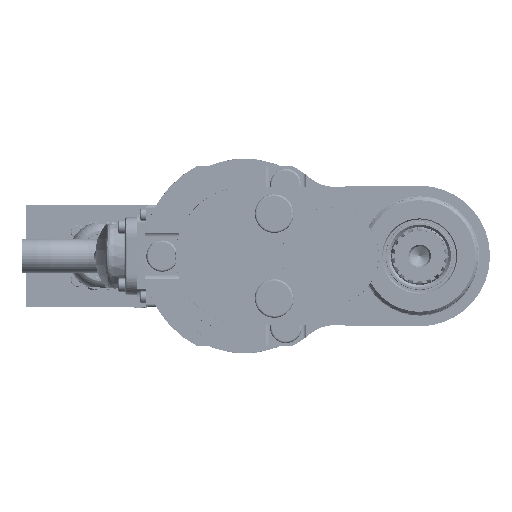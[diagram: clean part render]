
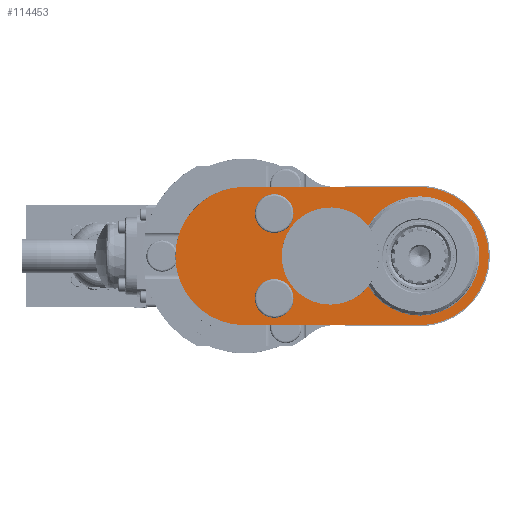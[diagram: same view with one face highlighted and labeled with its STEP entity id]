
A CAD part, left-side view. The second image highlights one B-rep face of the part: STEP entity #114453.
In plain terms, the highlighted planar face has unit normal (-1, 0, 0).
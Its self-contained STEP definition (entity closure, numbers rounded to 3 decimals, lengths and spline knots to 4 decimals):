
#5561=FACE_BOUND('',#19257,.T.);
#5562=FACE_BOUND('',#19258,.T.);
#5563=FACE_BOUND('',#19259,.T.);
#7037=CIRCLE('',#121552,2.85);
#7106=CIRCLE('',#121679,2.85);
#7117=CIRCLE('',#121702,2.46);
#7118=CIRCLE('',#121703,2.005);
#7119=CIRCLE('',#121704,2.005);
#7120=CIRCLE('',#121705,0.5);
#7121=CIRCLE('',#121706,0.5);
#13035=FACE_OUTER_BOUND('',#19256,.T.);
#19256=EDGE_LOOP('',(#75451,#75452,#75453,#75454));
#19257=EDGE_LOOP('',(#75455,#75456,#75457));
#19258=EDGE_LOOP('',(#75458));
#19259=EDGE_LOOP('',(#75459));
#26103=LINE('',#180818,#34599);
#26108=LINE('',#180833,#34604);
#34599=VECTOR('',#136816,7.223);
#34604=VECTOR('',#136833,7.223);
#43672=VERTEX_POINT('',#180815);
#43673=VERTEX_POINT('',#180817);
#43676=VERTEX_POINT('',#180828);
#43677=VERTEX_POINT('',#180832);
#43795=VERTEX_POINT('',#182014);
#43796=VERTEX_POINT('',#182015);
#43797=VERTEX_POINT('',#182017);
#43798=VERTEX_POINT('',#182020);
#43799=VERTEX_POINT('',#182022);
#55814=EDGE_CURVE('',#43673,#43672,#26103,.T.);
#55820=EDGE_CURVE('',#43676,#43673,#7037,.T.);
#55822=EDGE_CURVE('',#43677,#43676,#26108,.T.);
#55981=EDGE_CURVE('',#43672,#43677,#7106,.T.);
#56009=EDGE_CURVE('',#43795,#43796,#7117,.T.);
#56010=EDGE_CURVE('',#43797,#43796,#7118,.T.);
#56011=EDGE_CURVE('',#43795,#43797,#7119,.T.);
#56012=EDGE_CURVE('',#43798,#43798,#7120,.T.);
#56013=EDGE_CURVE('',#43799,#43799,#7121,.T.);
#75451=ORIENTED_EDGE('',*,*,#55981,.T.);
#75452=ORIENTED_EDGE('',*,*,#55822,.T.);
#75453=ORIENTED_EDGE('',*,*,#55820,.T.);
#75454=ORIENTED_EDGE('',*,*,#55814,.T.);
#75455=ORIENTED_EDGE('',*,*,#56009,.T.);
#75456=ORIENTED_EDGE('',*,*,#56010,.F.);
#75457=ORIENTED_EDGE('',*,*,#56011,.F.);
#75458=ORIENTED_EDGE('',*,*,#56012,.F.);
#75459=ORIENTED_EDGE('',*,*,#56013,.F.);
#106614=PLANE('',#121701);
#114453=ADVANCED_FACE('',(#13035,#5561,#5562,#5563),#106614,.T.);
#121552=AXIS2_PLACEMENT_3D('',#180829,#136828,#136829);
#121679=AXIS2_PLACEMENT_3D('',#181883,#137156,#137157);
#121701=AXIS2_PLACEMENT_3D('',#182013,#137211,#137212);
#121702=AXIS2_PLACEMENT_3D('',#182016,#137213,#137214);
#121703=AXIS2_PLACEMENT_3D('',#182018,#137215,#137216);
#121704=AXIS2_PLACEMENT_3D('',#182019,#137217,#137218);
#121705=AXIS2_PLACEMENT_3D('',#182021,#137219,#137220);
#121706=AXIS2_PLACEMENT_3D('',#182023,#137221,#137222);
#136816=DIRECTION('',(0.,1.,0.));
#136828=DIRECTION('center_axis',(-1.,0.,0.));
#136829=DIRECTION('ref_axis',(0.,0.,
-1.));
#136833=DIRECTION('',(0.,-1.,0.));
#137156=DIRECTION('center_axis',(-1.,0.,0.));
#137157=DIRECTION('ref_axis',(0.,0.,
1.));
#137211=DIRECTION('center_axis',(-1.,0.,0.));
#137212=DIRECTION('ref_axis',(0.,0.,
1.));
#137213=DIRECTION('center_axis',(1.,0.,0.));
#137214=DIRECTION('ref_axis',(0.,0.861,0.509));
#137215=DIRECTION('center_axis',(-1.,0.,0.));
#137216=DIRECTION('ref_axis',(0.,-0.781,0.624));
#137217=DIRECTION('center_axis',(-1.,0.,0.));
#137218=DIRECTION('ref_axis',(0.,-0.781,0.624));
#137219=DIRECTION('center_axis',(-1.,0.,0.));
#137220=DIRECTION('ref_axis',(0.,-1.,-0.009));
#137221=DIRECTION('center_axis',(-1.,0.,0.));
#137222=DIRECTION('ref_axis',(0.,0.,
1.));
#180815=CARTESIAN_POINT('',(-8.06,0.,2.85));
#180817=CARTESIAN_POINT('',(-8.06,-7.223,2.85));
#180818=CARTESIAN_POINT('',(-8.06,-7.223,2.85));
#180828=CARTESIAN_POINT('',(-8.06,-7.223,-2.85));
#180829=CARTESIAN_POINT('Origin',(-8.06,-7.223,0.));
#180832=CARTESIAN_POINT('',(-8.06,0.,-2.85));
#180833=CARTESIAN_POINT('',(-8.06,0.,-2.85));
#181883=CARTESIAN_POINT('Origin',(-8.06,0.,
0.));
#182013=CARTESIAN_POINT('Origin',(-8.06,-7.223,0.));
#182014=CARTESIAN_POINT('',(-8.06,-5.1048,1.251));
#182015=CARTESIAN_POINT('',(-8.06,-5.1048,-1.251));
#182016=CARTESIAN_POINT('Origin',(-8.06,-7.223,0.));
#182017=CARTESIAN_POINT('',(-8.06,-3.538,-2.005));
#182018=CARTESIAN_POINT('Origin',(-8.06,-3.538,0.));
#182019=CARTESIAN_POINT('Origin',(-8.06,-3.538,0.));
#182020=CARTESIAN_POINT('',(-8.06,-1.723,-1.7544));
#182021=CARTESIAN_POINT('Origin',(-8.06,-1.223,-1.75));
#182022=CARTESIAN_POINT('',(-8.06,-1.223,2.25));
#182023=CARTESIAN_POINT('Origin',(-8.06,-1.223,1.75));
